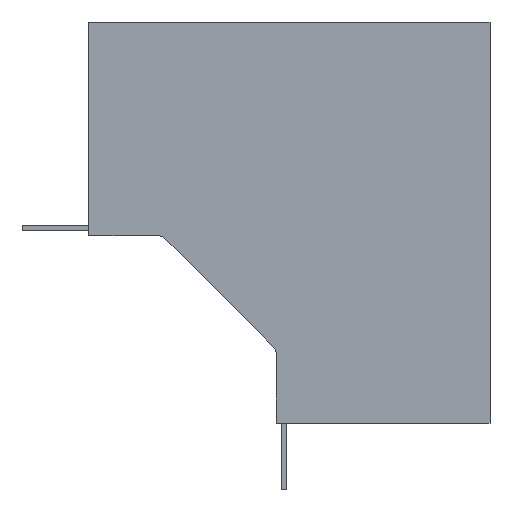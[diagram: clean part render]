
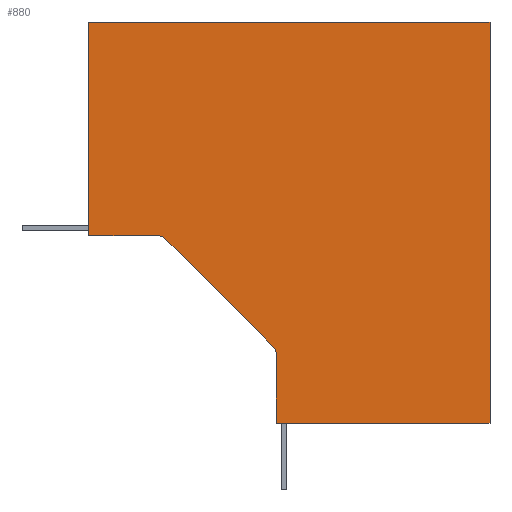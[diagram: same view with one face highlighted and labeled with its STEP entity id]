
A CAD part, front view. The second image highlights one B-rep face of the part: STEP entity #880.
In plain terms, the highlighted planar face has unit normal (0, -1, 0).
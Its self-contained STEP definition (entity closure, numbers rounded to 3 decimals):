
#31 = ORIENTED_EDGE ( 'NONE', *, *, #587, .F. ) ;
#59 = VERTEX_POINT ( 'NONE', #1377 ) ;
#128 = DIRECTION ( 'NONE',  ( -1., 0., 0. ) ) ;
#153 = LINE ( 'NONE', #1742, #1392 ) ;
#157 = AXIS2_PLACEMENT_3D ( 'NONE', #779, #168, #672 ) ;
#168 = DIRECTION ( 'NONE',  ( 0., 1., 0. ) ) ;
#172 = DIRECTION ( 'NONE',  ( -0.707, 0., 0.707 ) ) ;
#220 = CARTESIAN_POINT ( 'NONE',  ( 0., 0., 0. ) ) ;
#283 = AXIS2_PLACEMENT_3D ( 'NONE', #338, #519, #675 ) ;
#287 = DIRECTION ( 'NONE',  ( -1., 0., 0. ) ) ;
#328 = CARTESIAN_POINT ( 'NONE',  ( -150., 0., -80. ) ) ;
#338 = CARTESIAN_POINT ( 'NONE',  ( -83., 0., -123.669 ) ) ;
#371 = ORIENTED_EDGE ( 'NONE', *, *, #451, .F. ) ;
#380 = ORIENTED_EDGE ( 'NONE', *, *, #960, .F. ) ;
#422 = CARTESIAN_POINT ( 'NONE',  ( -80., 0., -123.669 ) ) ;
#451 = EDGE_CURVE ( 'NONE', #843, #932, #1863, .T. ) ;
#454 = CARTESIAN_POINT ( 'NONE',  ( -123.669, 0., -80. ) ) ;
#496 = CARTESIAN_POINT ( 'NONE',  ( -121.548, 0., -80.879 ) ) ;
#511 = ORIENTED_EDGE ( 'NONE', *, *, #804, .F. ) ;
#514 = EDGE_CURVE ( 'NONE', #1121, #893, #153, .T. ) ;
#519 = DIRECTION ( 'NONE',  ( 0., -1., 0. ) ) ;
#587 = EDGE_CURVE ( 'NONE', #893, #1846, #2010, .T. ) ;
#618 = PLANE ( 'NONE',  #157 ) ;
#623 = CARTESIAN_POINT ( 'NONE',  ( -123.669, 0., -83. ) ) ;
#648 = LINE ( 'NONE', #1918, #1807 ) ;
#658 = DIRECTION ( 'NONE',  ( 0., 0., -1. ) ) ;
#672 = DIRECTION ( 'NONE',  ( 0., 0., 1. ) ) ;
#675 = DIRECTION ( 'NONE',  ( 0., 0., 1. ) ) ;
#686 = EDGE_CURVE ( 'NONE', #59, #1901, #1906, .T. ) ;
#708 = ORIENTED_EDGE ( 'NONE', *, *, #686, .F. ) ;
#727 = VECTOR ( 'NONE', #1701, 1000. ) ;
#735 = EDGE_CURVE ( 'NONE', #1228, #59, #989, .T. ) ;
#740 = VECTOR ( 'NONE', #2090, 1000. ) ;
#769 = FACE_OUTER_BOUND ( 'NONE', #1305, .T. ) ;
#779 = CARTESIAN_POINT ( 'NONE',  ( -83., 0., -123.669 ) ) ;
#782 = DIRECTION ( 'NONE',  ( 0., 0., 1. ) ) ;
#789 = CARTESIAN_POINT ( 'NONE',  ( 0., 0., -150. ) ) ;
#804 = EDGE_CURVE ( 'NONE', #1468, #843, #648, .T. ) ;
#827 = CARTESIAN_POINT ( 'NONE',  ( -80., 0., -123.669 ) ) ;
#843 = VERTEX_POINT ( 'NONE', #1371 ) ;
#863 = CARTESIAN_POINT ( 'NONE',  ( -80., 0., -150. ) ) ;
#880 = ADVANCED_FACE ( 'NONE', ( #769 ), #618, .F. ) ;
#883 = LINE ( 'NONE', #220, #1665 ) ;
#893 = VERTEX_POINT ( 'NONE', #328 ) ;
#922 = ORIENTED_EDGE ( 'NONE', *, *, #2073, .F. ) ;
#932 = VERTEX_POINT ( 'NONE', #863 ) ;
#960 = EDGE_CURVE ( 'NONE', #932, #1228, #1737, .T. ) ;
#989 = CIRCLE ( 'NONE', #283, 3. ) ;
#1121 = VERTEX_POINT ( 'NONE', #454 ) ;
#1195 = DIRECTION ( 'NONE',  ( 1., 0., 0. ) ) ;
#1228 = VERTEX_POINT ( 'NONE', #827 ) ;
#1257 = ORIENTED_EDGE ( 'NONE', *, *, #735, .F. ) ;
#1305 = EDGE_LOOP ( 'NONE', ( #511, #1466, #31, #1933, #922, #708, #1257, #380, #371 ) ) ;
#1341 = AXIS2_PLACEMENT_3D ( 'NONE', #623, #1722, #782 ) ;
#1371 = CARTESIAN_POINT ( 'NONE',  ( 0., 0., -150. ) ) ;
#1377 = CARTESIAN_POINT ( 'NONE',  ( -80.879, 0., -121.548 ) ) ;
#1384 = CARTESIAN_POINT ( 'NONE',  ( 0., 0., 0. ) ) ;
#1392 = VECTOR ( 'NONE', #287, 1000. ) ;
#1432 = EDGE_CURVE ( 'NONE', #1846, #1468, #883, .T. ) ;
#1447 = CARTESIAN_POINT ( 'NONE',  ( -150., 0., 0. ) ) ;
#1451 = VECTOR ( 'NONE', #128, 1000. ) ;
#1466 = ORIENTED_EDGE ( 'NONE', *, *, #1432, .F. ) ;
#1468 = VERTEX_POINT ( 'NONE', #1384 ) ;
#1527 = VECTOR ( 'NONE', #172, 1000. ) ;
#1528 = CIRCLE ( 'NONE', #1341, 3. ) ;
#1665 = VECTOR ( 'NONE', #1195, 1000. ) ;
#1701 = DIRECTION ( 'NONE',  ( 0., 0., 1. ) ) ;
#1722 = DIRECTION ( 'NONE',  ( 0., -1., 0. ) ) ;
#1737 = LINE ( 'NONE', #422, #727 ) ;
#1742 = CARTESIAN_POINT ( 'NONE',  ( -150., 0., -80. ) ) ;
#1807 = VECTOR ( 'NONE', #658, 1000. ) ;
#1846 = VERTEX_POINT ( 'NONE', #1447 ) ;
#1863 = LINE ( 'NONE', #789, #1451 ) ;
#1901 = VERTEX_POINT ( 'NONE', #496 ) ;
#1906 = LINE ( 'NONE', #1950, #1527 ) ;
#1918 = CARTESIAN_POINT ( 'NONE',  ( 0., 0., 0. ) ) ;
#1933 = ORIENTED_EDGE ( 'NONE', *, *, #514, .F. ) ;
#1934 = CARTESIAN_POINT ( 'NONE',  ( -150., 0., 0. ) ) ;
#1950 = CARTESIAN_POINT ( 'NONE',  ( -121.548, 0., -80.879 ) ) ;
#2010 = LINE ( 'NONE', #1934, #740 ) ;
#2073 = EDGE_CURVE ( 'NONE', #1901, #1121, #1528, .T. ) ;
#2090 = DIRECTION ( 'NONE',  ( 0., 0., 1. ) ) ;
